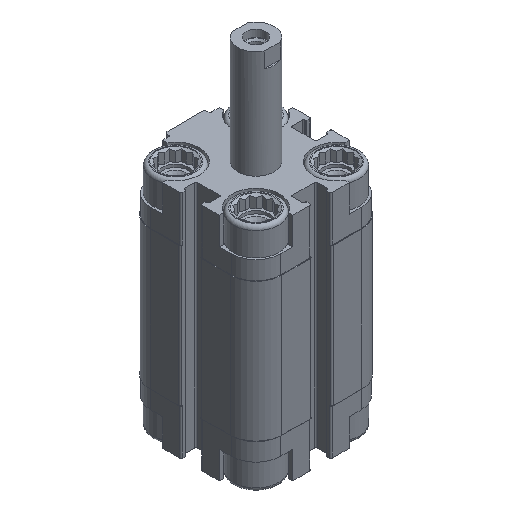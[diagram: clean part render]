
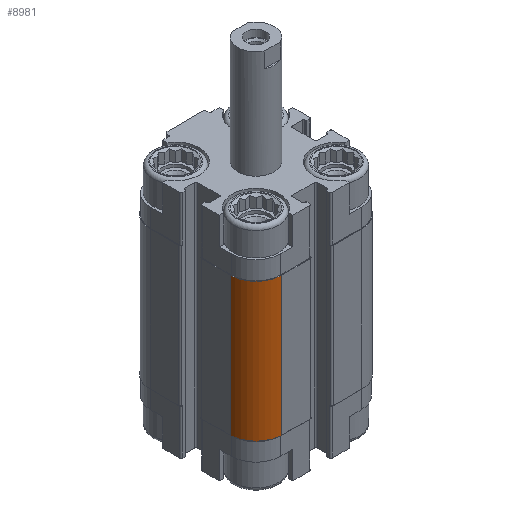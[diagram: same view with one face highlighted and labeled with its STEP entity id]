
A CAD part, isometric view. The second image highlights one B-rep face of the part: STEP entity #8981.
In plain terms, the highlighted cylindrical face has radius 7 mm (diameter 14 mm), a partial arc.
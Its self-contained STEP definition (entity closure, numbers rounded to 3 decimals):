
#374=LINE('',#14179,#1192);
#375=LINE('',#14181,#1193);
#1192=VECTOR('',#11139,1000.);
#1193=VECTOR('',#11142,1000.);
#2092=CYLINDRICAL_SURFACE('',#9695,7.);
#3189=ORIENTED_EDGE('',*,*,#5508,.F.);
#3190=ORIENTED_EDGE('',*,*,#5567,.F.);
#3191=ORIENTED_EDGE('',*,*,#5298,.T.);
#3192=ORIENTED_EDGE('',*,*,#5568,.T.);
#5298=EDGE_CURVE('',#6585,#6584,#7284,.T.);
#5508=EDGE_CURVE('',#6723,#6724,#7338,.T.);
#5567=EDGE_CURVE('',#6585,#6723,#374,.T.);
#5568=EDGE_CURVE('',#6584,#6724,#375,.T.);
#6584=VERTEX_POINT('',#13645);
#6585=VERTEX_POINT('',#13647);
#6723=VERTEX_POINT('',#14060);
#6724=VERTEX_POINT('',#14062);
#7284=CIRCLE('',#9525,7.);
#7338=CIRCLE('',#9645,7.);
#7667=EDGE_LOOP('',(#3189,#3190,#3191,#3192));
#8317=FACE_BOUND('',#7667,.T.);
#8981=ADVANCED_FACE('',(#8317),#2092,.T.);
#9525=AXIS2_PLACEMENT_3D('',#13646,#10609,#10610);
#9645=AXIS2_PLACEMENT_3D('',#14061,#11005,#11006);
#9695=AXIS2_PLACEMENT_3D('',#14180,#11140,#11141);
#10609=DIRECTION('',(0.,0.,1.));
#10610=DIRECTION('',(1.,0.,0.));
#11005=DIRECTION('',(0.,0.,1.));
#11006=DIRECTION('',(1.,0.,0.));
#11139=DIRECTION('',(0.,0.,1.));
#11140=DIRECTION('',(0.,0.,1.));
#11141=DIRECTION('',(1.,0.,0.));
#11142=DIRECTION('',(0.,0.,1.));
#13645=CARTESIAN_POINT('',(11.,18.,-50.5));
#13646=CARTESIAN_POINT('',(11.,11.,-50.5));
#13647=CARTESIAN_POINT('',(18.,11.,-50.5));
#14060=CARTESIAN_POINT('',(18.,11.,-12.5));
#14061=CARTESIAN_POINT('',(11.,11.,-12.5));
#14062=CARTESIAN_POINT('',(11.,18.,-12.5));
#14179=CARTESIAN_POINT('',(18.,11.,-50.5));
#14180=CARTESIAN_POINT('',(11.,11.,-50.5));
#14181=CARTESIAN_POINT('',(11.,18.,-50.5));
